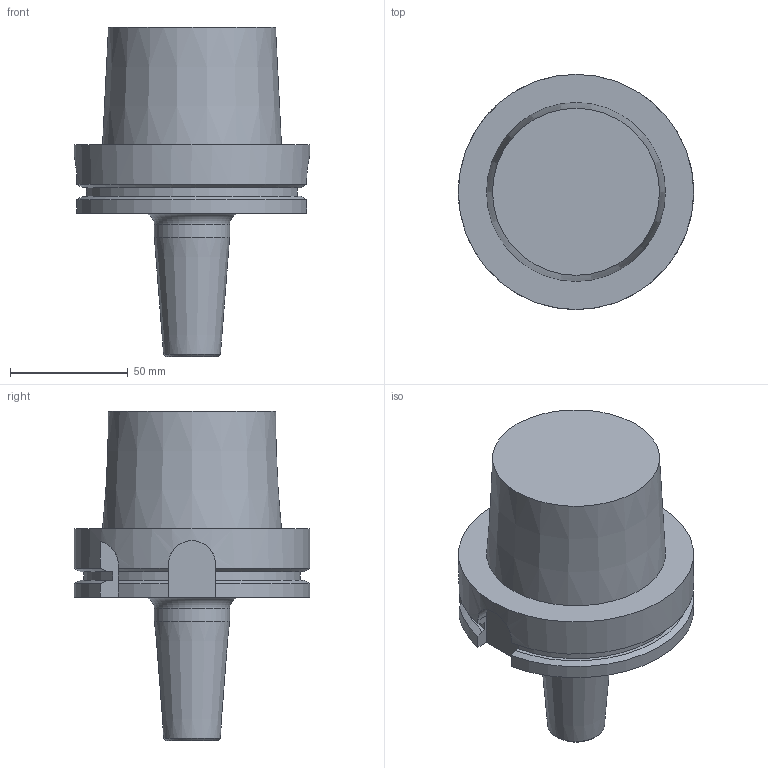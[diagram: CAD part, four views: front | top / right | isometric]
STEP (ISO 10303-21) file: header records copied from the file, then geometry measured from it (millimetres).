
FILE_DESCRIPTION(/* description */ (''),/* implementation_level */ '2;1');
FILE_NAME(/* name */ '1489150504944.stp',/* time_stamp */ '2017-03-10T13:55:18+01:00',/* author */ (''),/* organization */ ('SMS'),/* preprocessor_version */ 'ST-DEVELOPER v15',/* originating_system */ 'SIEMENS PLM Software NX 8.5',/* authorisation */ '');
FILE_SCHEMA (('AUTOMOTIVE_DESIGN { 1 0 10303 214 3 1 1 1 }'));
Length unit declared in the file: millimetre
Products named in the file (1): HA10-SH10Q-S-090
Bounding box: 100 x 100 x 140 mm (x, y, z)
Volume: 466208.6 mm3; surface area: 52954.1 mm2
Topology: 2 solids, 2 shells, 46 faces, 127 edges, 87 vertices
Faces by surface type: plane 21, cylinder 14, cone 10, torus 1
Full cylindrical faces by diameter (mm): 10 x1, 10.6 x1, 32 x1, 100 x1
Entity records: 1496 total; most frequent: CARTESIAN_POINT 337, DIRECTION 227, ORIENTED_EDGE 226, EDGE_CURVE 113, AXIS2_PLACEMENT_3D 88, VERTEX_POINT 82, EDGE_LOOP 57, LINE 51
